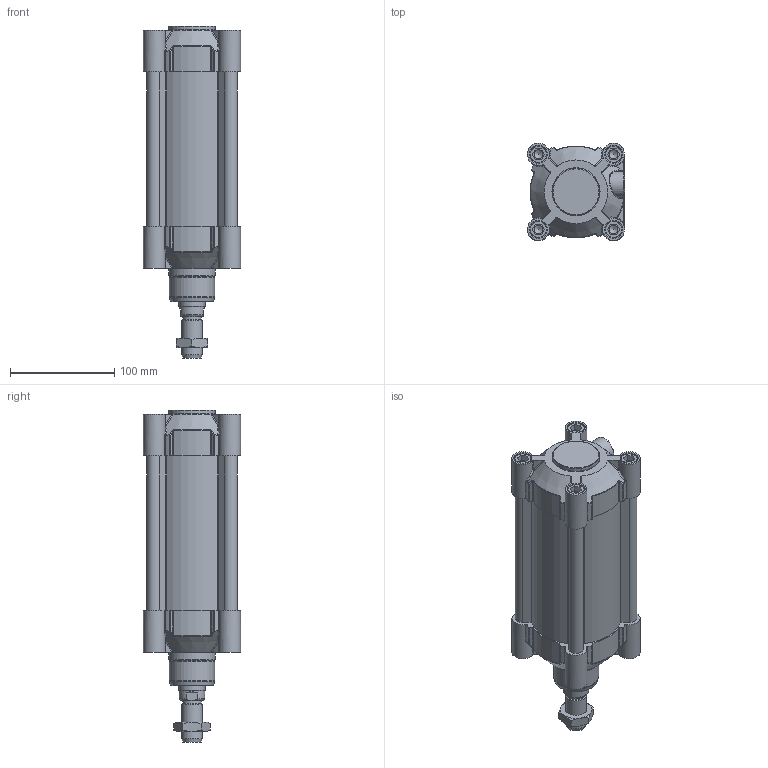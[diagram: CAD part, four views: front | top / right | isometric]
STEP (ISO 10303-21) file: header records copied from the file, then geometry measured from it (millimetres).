
FILE_DESCRIPTION(/* description */ (''),/* implementation_level */ '2;1');
FILE_NAME(/* name */ 'HDM080.100.GS.M.stp',/* time_stamp */ '2021-03-03T16:53:59+01:00',/* author */ ('carlo.corazza'),/* organization */ (''),/* preprocessor_version */ 'ST-DEVELOPER v18.1',/* originating_system */ 'Autodesk Inventor 2020',/* authorisation */ '');
FILE_SCHEMA (('AUTOMOTIVE_DESIGN { 1 0 10303 214 3 1 1 }'));
Length unit declared in the file: millimetre
Products named in the file (6): HDM080.100.GS.M; TP080; TA080; CORPO-100; STELO-100; 29.2020.000.0
Assembly tree (5 placements, depth 2):
  HDM080.100.GS.M
    TP080
    TA080
    CORPO-100
    STELO-100
    29.2020.000.0
Bounding box: 93 x 93 x 318 mm (x, y, z)
Volume: 1030344.5 mm3; surface area: 299602.3 mm2
Topology: 5 solids, 19 shells, 1290 faces, 3168 edges, 1954 vertices
Faces by surface type: plane 374, bspline 304, cylinder 274, cone 128, sphere 106, torus 104
Full cylindrical faces by diameter (mm): 8.376 x8, 10 x8, 10.3 x8, 12 x2, 13 x2, 14.95 x2, 16 x8, 16.3 x8, 17.5 x1, 18.376 x1, 20 x1, 24.5 x1, 25 x3, 25.8 x1, 25.962 x1, 30 x2, 31.5 x2, 35 x2, 43.5 x1, 45 x2, 80 x2
Entity records: 46480 total; most frequent: CARTESIAN_POINT 16377, ORIENTED_EDGE 6200, DIRECTION 5673, EDGE_CURVE 3100, AXIS2_PLACEMENT_3D 2274, VERTEX_POINT 1954, EDGE_LOOP 1410, FACE_OUTER_BOUND 1290
